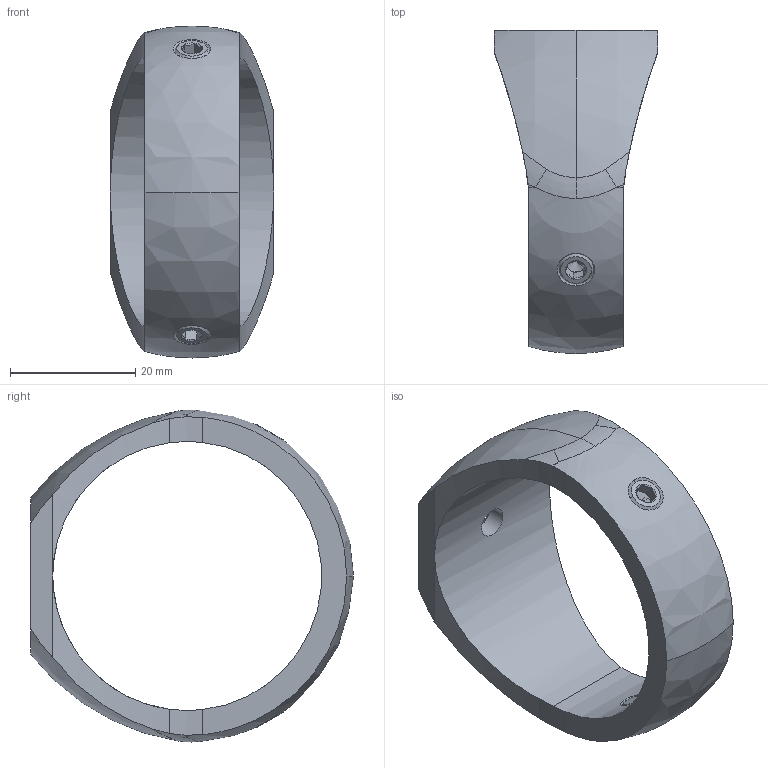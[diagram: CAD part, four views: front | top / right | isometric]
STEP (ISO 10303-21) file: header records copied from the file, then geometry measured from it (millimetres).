
FILE_DESCRIPTION (( 'STEP AP203' ), '1' );
FILE_NAME ('A_0801-042.STEP', '2023-03-23T10:08:18', ( '' ), ( '' ), 'SwSTEP 2.0', 'SolidWorks 2019', '' );
FILE_SCHEMA (( 'CONFIG_CONTROL_DESIGN' ));
Length unit declared in the file: millimetre
Products named in the file (3): A_0801-042.P1; A_0801-042; DIN 913_M6x5_A2-70
Assembly tree (3 placements, depth 2):
  A_0801-042
    A_0801-042.P1
    DIN 913_M6x5_A2-70  x2
Bounding box: 26 x 51.5 x 52.95 mm (x, y, z)
Volume: 12584.4 mm3; surface area: 7079 mm2
Topology: 3 solids, 3 shells, 103 faces, 236 edges, 135 vertices
Faces by surface type: plane 33, cone 32, cylinder 24, sphere 6, torus 4, bspline 4
Entity records: 2909 total; most frequent: CARTESIAN_POINT 919, ORIENTED_EDGE 354, DIRECTION 345, EDGE_CURVE 177, AXIS2_PLACEMENT_3D 145, VERTEX_POINT 106, EDGE_LOOP 81, ADVANCED_FACE 74
